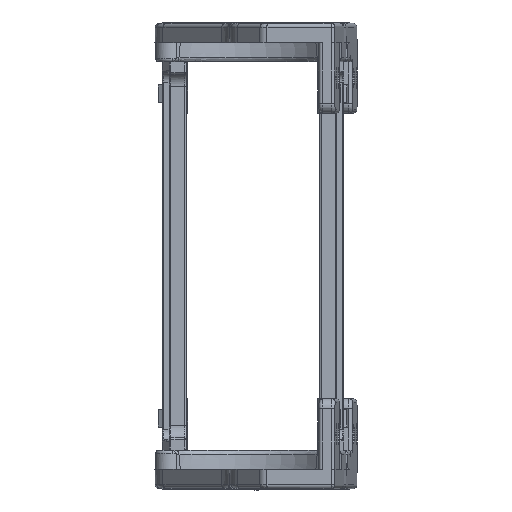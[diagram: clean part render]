
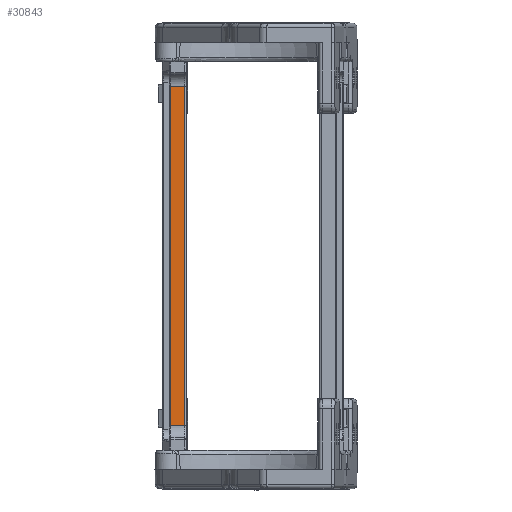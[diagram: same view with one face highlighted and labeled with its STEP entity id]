
A CAD part, left-side view. The second image highlights one B-rep face of the part: STEP entity #30843.
In plain terms, the highlighted planar face has unit normal (-1, 0, 0).
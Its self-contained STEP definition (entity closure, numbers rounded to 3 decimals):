
#1751 = ORIENTED_EDGE ( 'NONE', *, *, #24031, .T. ) ;
#2548 = DIRECTION ( 'NONE',  ( -1., 0., 0. ) ) ;
#3164 = LINE ( 'NONE', #61506, #89925 ) ;
#8338 = FACE_OUTER_BOUND ( 'NONE', #24564, .T. ) ;
#9316 = ORIENTED_EDGE ( 'NONE', *, *, #62446, .F. ) ;
#16136 = VERTEX_POINT ( 'NONE', #17994 ) ;
#16305 = DIRECTION ( 'NONE',  ( 0., 0., 1. ) ) ;
#17198 = PLANE ( 'NONE',  #73413 ) ;
#17994 = CARTESIAN_POINT ( 'NONE',  ( -141.824, 193.216, 111.847 ) ) ;
#19769 = LINE ( 'NONE', #46626, #98244 ) ;
#20760 = EDGE_CURVE ( 'NONE', #58816, #29918, #60684, .T. ) ;
#21658 = DIRECTION ( 'NONE',  ( 0., 0., -1. ) ) ;
#24031 = EDGE_CURVE ( 'NONE', #74135, #16136, #3164, .T. ) ;
#24322 = EDGE_CURVE ( 'NONE', #16136, #58816, #19769, .T. ) ;
#24564 = EDGE_LOOP ( 'NONE', ( #94666, #9316, #1751, #51562 ) ) ;
#29918 = VERTEX_POINT ( 'NONE', #59541 ) ;
#30843 = ADVANCED_FACE ( 'NONE', ( #8338 ), #17198, .T. ) ;
#32496 = CARTESIAN_POINT ( 'NONE',  ( -141.824, 98.254, 18.297 ) ) ;
#45970 = DIRECTION ( 'NONE',  ( 0., 1., 0. ) ) ;
#46626 = CARTESIAN_POINT ( 'NONE',  ( -141.824, 98.254, 111.847 ) ) ;
#49419 = VECTOR ( 'NONE', #78749, 1000. ) ;
#51562 = ORIENTED_EDGE ( 'NONE', *, *, #24322, .T. ) ;
#58816 = VERTEX_POINT ( 'NONE', #71752 ) ;
#59541 = CARTESIAN_POINT ( 'NONE',  ( -141.824, 197.704, 6.147 ) ) ;
#60684 = LINE ( 'NONE', #67519, #93969 ) ;
#61506 = CARTESIAN_POINT ( 'NONE',  ( -141.824, 193.216, 112.647 ) ) ;
#62446 = EDGE_CURVE ( 'NONE', #74135, #29918, #98170, .T. ) ;
#65497 = CARTESIAN_POINT ( 'NONE',  ( -141.824, 193.216, 6.147 ) ) ;
#67519 = CARTESIAN_POINT ( 'NONE',  ( -141.824, 197.704, 18.297 ) ) ;
#71752 = CARTESIAN_POINT ( 'NONE',  ( -141.824, 197.704, 111.847 ) ) ;
#73413 = AXIS2_PLACEMENT_3D ( 'NONE', #32496, #2548, #86269 ) ;
#74135 = VERTEX_POINT ( 'NONE', #65497 ) ;
#77779 = CARTESIAN_POINT ( 'NONE',  ( -141.824, 98.254, 6.147 ) ) ;
#78749 = DIRECTION ( 'NONE',  ( 0., 1., 0. ) ) ;
#86269 = DIRECTION ( 'NONE',  ( 0., 0., 1. ) ) ;
#89925 = VECTOR ( 'NONE', #16305, 1000. ) ;
#93969 = VECTOR ( 'NONE', #21658, 1000. ) ;
#94666 = ORIENTED_EDGE ( 'NONE', *, *, #20760, .T. ) ;
#98170 = LINE ( 'NONE', #77779, #49419 ) ;
#98244 = VECTOR ( 'NONE', #45970, 1000. ) ;
